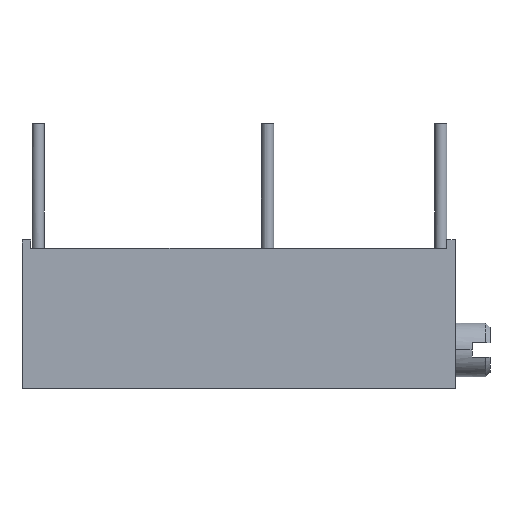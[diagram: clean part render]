
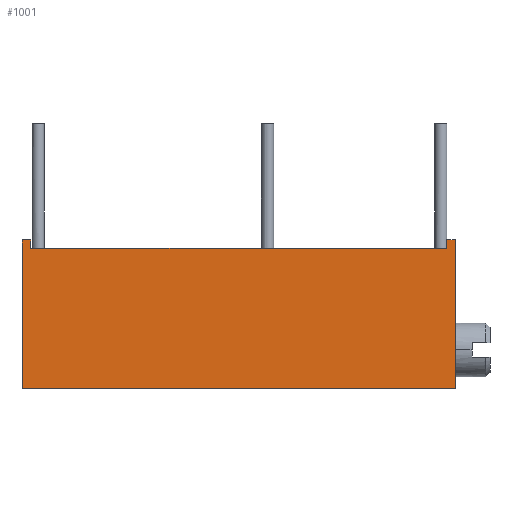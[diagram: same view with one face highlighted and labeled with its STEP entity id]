
A CAD part, top view. The second image highlights one B-rep face of the part: STEP entity #1001.
In plain terms, the highlighted planar face has unit normal (0, 0, 1).
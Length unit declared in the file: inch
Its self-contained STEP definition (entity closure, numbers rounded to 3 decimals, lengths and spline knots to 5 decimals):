
#1=DIRECTION('',(-1.,0.,0.));
#2=VECTOR('',#1,0.015);
#3=CARTESIAN_POINT('',(0.71,0.257,0.0985));
#4=LINE('',#3,#2);
#5=DIRECTION('',(0.,1.,0.));
#6=VECTOR('',#5,0.257);
#7=CARTESIAN_POINT('',(0.71,0.,0.0985));
#8=LINE('',#7,#6);
#9=DIRECTION('',(1.,0.,0.));
#10=VECTOR('',#9,0.75);
#11=CARTESIAN_POINT('',(-0.04,0.,0.0985));
#12=LINE('',#11,#10);
#13=DIRECTION('',(0.,-1.,0.));
#14=VECTOR('',#13,0.257);
#15=CARTESIAN_POINT('',(-0.04,0.257,0.0985));
#16=LINE('',#15,#14);
#17=DIRECTION('',(-1.,0.,0.));
#18=VECTOR('',#17,0.015);
#19=CARTESIAN_POINT('',(-0.025,0.257,0.0985));
#20=LINE('',#19,#18);
#21=DIRECTION('',(0.,-1.,0.));
#22=VECTOR('',#21,0.014);
#23=CARTESIAN_POINT('',(-0.025,0.257,0.0985));
#24=LINE('',#23,#22);
#25=DIRECTION('',(1.,0.,0.));
#26=VECTOR('',#25,0.72);
#27=CARTESIAN_POINT('',(-0.025,0.243,0.0985));
#28=LINE('',#27,#26);
#29=DIRECTION('',(0.,-1.,0.));
#30=VECTOR('',#29,0.014);
#31=CARTESIAN_POINT('',(0.695,0.257,0.0985));
#32=LINE('',#31,#30);
#766=CARTESIAN_POINT('',(-0.04,0.,0.0985));
#767=CARTESIAN_POINT('',(0.71,0.,0.0985));
#768=VERTEX_POINT('',#766);
#769=VERTEX_POINT('',#767);
#770=CARTESIAN_POINT('',(0.71,0.257,0.0985));
#771=VERTEX_POINT('',#770);
#778=CARTESIAN_POINT('',(0.695,0.257,0.0985));
#779=VERTEX_POINT('',#778);
#780=CARTESIAN_POINT('',(-0.025,0.257,0.0985));
#781=CARTESIAN_POINT('',(-0.04,0.257,0.0985));
#782=VERTEX_POINT('',#780);
#783=VERTEX_POINT('',#781);
#790=CARTESIAN_POINT('',(-0.025,0.243,0.0985));
#791=VERTEX_POINT('',#790);
#792=CARTESIAN_POINT('',(0.695,0.243,0.0985));
#793=VERTEX_POINT('',#792);
#978=CARTESIAN_POINT('',(0.,0.,0.0985));
#979=DIRECTION('',(0.,0.,1.));
#980=DIRECTION('',(1.,0.,0.));
#981=AXIS2_PLACEMENT_3D('',#978,#979,#980);
#982=PLANE('',#981);
#984=ORIENTED_EDGE('',*,*,#983,.F.);
#986=ORIENTED_EDGE('',*,*,#985,.F.);
#988=ORIENTED_EDGE('',*,*,#987,.F.);
#990=ORIENTED_EDGE('',*,*,#989,.F.);
#992=ORIENTED_EDGE('',*,*,#991,.F.);
#994=ORIENTED_EDGE('',*,*,#993,.T.);
#996=ORIENTED_EDGE('',*,*,#995,.T.);
#998=ORIENTED_EDGE('',*,*,#997,.F.);
#999=EDGE_LOOP('',(#984,#986,#988,#990,#992,#994,#996,#998));
#1000=FACE_OUTER_BOUND('',#999,.F.);
#1001=ADVANCED_FACE('',(#1000),#982,.T.);
#983=EDGE_CURVE('',#771,#779,#4,.T.);
#985=EDGE_CURVE('',#769,#771,#8,.T.);
#987=EDGE_CURVE('',#768,#769,#12,.T.);
#989=EDGE_CURVE('',#783,#768,#16,.T.);
#991=EDGE_CURVE('',#782,#783,#20,.T.);
#993=EDGE_CURVE('',#782,#791,#24,.T.);
#995=EDGE_CURVE('',#791,#793,#28,.T.);
#997=EDGE_CURVE('',#779,#793,#32,.T.);
